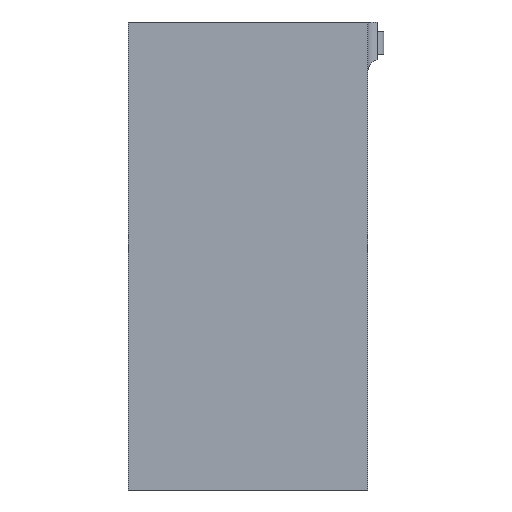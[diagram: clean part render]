
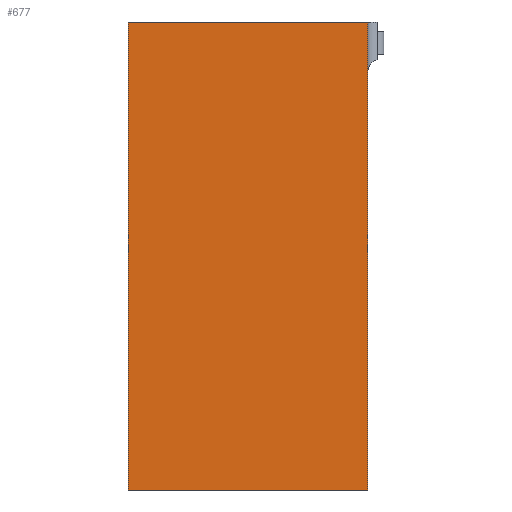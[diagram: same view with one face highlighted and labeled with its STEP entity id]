
A CAD part, front view. The second image highlights one B-rep face of the part: STEP entity #677.
In plain terms, the highlighted planar face has unit normal (0, -1, 0).
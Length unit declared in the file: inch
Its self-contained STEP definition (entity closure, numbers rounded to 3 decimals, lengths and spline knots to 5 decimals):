
#75=PLANE($,#725);
#111=FACE_OUTER_BOUND($,#156,.T.);
#156=EDGE_LOOP($,(#594,#595,#596,#597));
#189=LINE($,#1320,#236);
#196=LINE($,#1351,#243);
#200=LINE($,#1358,#247);
#202=LINE($,#1361,#249);
#236=VECTOR($,#810,5.06);
#243=VECTOR($,#849,5.06);
#247=VECTOR($,#855,2.59);
#249=VECTOR($,#859,2.59);
#314=VERTEX_POINT($,#1317);
#315=VERTEX_POINT($,#1319);
#322=VERTEX_POINT($,#1349);
#323=VERTEX_POINT($,#1350);
#393=EDGE_CURVE($,#314,#315,#189,.T.);
#408=EDGE_CURVE($,#322,#323,#196,.T.);
#412=EDGE_CURVE($,#315,#322,#200,.T.);
#414=EDGE_CURVE($,#323,#314,#202,.T.);
#594=ORIENTED_EDGE($,*,*,#414,.F.);
#595=ORIENTED_EDGE($,*,*,#408,.F.);
#596=ORIENTED_EDGE($,*,*,#412,.F.);
#597=ORIENTED_EDGE($,*,*,#393,.F.);
#677=ADVANCED_FACE($,(#111),#75,.T.);
#725=AXIS2_PLACEMENT_3D($,#1364,#863,#864);
#810=DIRECTION($,(0.,0.,-1.));
#849=DIRECTION($,(0.,0.,1.));
#855=DIRECTION($,(-1.,0.,0.));
#859=DIRECTION($,(1.,0.,0.));
#863=DIRECTION('center_axis',(0.,-1.,0.));
#864=DIRECTION('ref_axis',(0.,0.,-1.));
#1317=CARTESIAN_POINT('',(2.59,0.,0.));
#1319=CARTESIAN_POINT('',(2.59,0.,-5.06));
#1320=CARTESIAN_POINT($,(2.59,0.,0.));
#1349=CARTESIAN_POINT('',(0.,0.,
-5.06));
#1350=CARTESIAN_POINT('',(0.,0.,0.));
#1351=CARTESIAN_POINT($,(0.,0.,
-5.06));
#1358=CARTESIAN_POINT($,(2.59,0.,-5.06));
#1361=CARTESIAN_POINT($,(0.,0.,0.));
#1364=CARTESIAN_POINT('Origin',(1.295,0.,-2.53));
